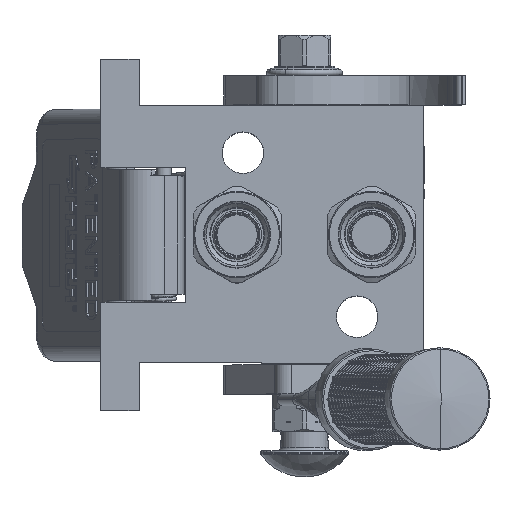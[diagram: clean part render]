
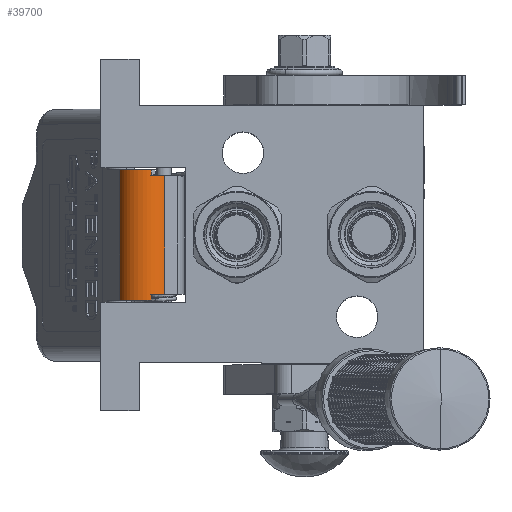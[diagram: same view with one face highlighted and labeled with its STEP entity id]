
A CAD part, top view. The second image highlights one B-rep face of the part: STEP entity #39700.
In plain terms, the highlighted cylindrical face has radius 9.5 mm (diameter 19 mm), a partial arc.
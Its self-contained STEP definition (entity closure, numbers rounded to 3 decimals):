
#1175 = CARTESIAN_POINT ( 'NONE',  ( 22.25, -1.5, -47.5 ) ) ;
#6353 = DIRECTION ( 'NONE',  ( 1., 0., 0. ) ) ;
#11582 = DIRECTION ( 'NONE',  ( 1., 0., 0. ) ) ;
#13332 = CARTESIAN_POINT ( 'NONE',  ( -22.25, 0., -56.881 ) ) ;
#15537 = DIRECTION ( 'NONE',  ( 1., 0., 0. ) ) ;
#21972 = VERTEX_POINT ( 'NONE', #71476 ) ;
#25290 = CARTESIAN_POINT ( 'NONE',  ( -20.25, -5.154, -56.269 ) ) ;
#26825 = AXIS2_PLACEMENT_3D ( 'NONE', #130973, #32281, #87842 ) ;
#29924 = DIRECTION ( 'NONE',  ( 0., 0.158, -0.987 ) ) ;
#32281 = DIRECTION ( 'NONE',  ( 1., 0., 0. ) ) ;
#34544 = AXIS2_PLACEMENT_3D ( 'NONE', #147583, #90130, #116403 ) ;
#39536 = DIRECTION ( 'NONE',  ( 0., -0.385, -0.923 ) ) ;
#39700 = ADVANCED_FACE ( 'NONE', ( #59092 ), #148350, .T. ) ;
#39950 = LINE ( 'NONE', #127046, #93609 ) ;
#40415 = CARTESIAN_POINT ( 'NONE',  ( 22.25, 8., -47.5 ) ) ;
#41451 = VECTOR ( 'NONE', #134467, 1000. ) ;
#41640 = ORIENTED_EDGE ( 'NONE', *, *, #115870, .T. ) ;
#43300 = ORIENTED_EDGE ( 'NONE', *, *, #66606, .F. ) ;
#44731 = VERTEX_POINT ( 'NONE', #40415 ) ;
#45008 = ORIENTED_EDGE ( 'NONE', *, *, #106296, .F. ) ;
#45306 = DIRECTION ( 'NONE',  ( 0., -1., 0. ) ) ;
#49405 = VERTEX_POINT ( 'NONE', #86978 ) ;
#57854 = ORIENTED_EDGE ( 'NONE', *, *, #126959, .F. ) ;
#58812 = LINE ( 'NONE', #175593, #101293 ) ;
#59092 = FACE_OUTER_BOUND ( 'NONE', #117305, .T. ) ;
#59265 = VERTEX_POINT ( 'NONE', #119172 ) ;
#60123 = ORIENTED_EDGE ( 'NONE', *, *, #96410, .T. ) ;
#61714 = CARTESIAN_POINT ( 'NONE',  ( -22.25, 0., -56.881 ) ) ;
#62666 = CARTESIAN_POINT ( 'NONE',  ( 20.25, 0., -56.881 ) ) ;
#66606 = EDGE_CURVE ( 'NONE', #117587, #44731, #69790, .T. ) ;
#69790 = CIRCLE ( 'NONE', #117352, 9.5 ) ;
#71476 = CARTESIAN_POINT ( 'NONE',  ( -22.25, 8., -47.5 ) ) ;
#74713 = DIRECTION ( 'NONE',  ( -1., 0., 0. ) ) ;
#77938 = CIRCLE ( 'NONE', #26825, 9.5 ) ;
#79519 = LINE ( 'NONE', #62666, #41451 ) ;
#81918 = AXIS2_PLACEMENT_3D ( 'NONE', #117163, #74713, #45306 ) ;
#84474 = CARTESIAN_POINT ( 'NONE',  ( 20.25, -1.5, -47.5 ) ) ;
#86316 = VERTEX_POINT ( 'NONE', #25290 ) ;
#86978 = CARTESIAN_POINT ( 'NONE',  ( 20.25, 0., -56.881 ) ) ;
#87842 = DIRECTION ( 'NONE',  ( 0., 0.158, -0.987 ) ) ;
#90130 = DIRECTION ( 'NONE',  ( 1., 0., 0. ) ) ;
#93609 = VECTOR ( 'NONE', #11582, 1000. ) ;
#96410 = EDGE_CURVE ( 'NONE', #104614, #21972, #77938, .T. ) ;
#97375 = VERTEX_POINT ( 'NONE', #115532 ) ;
#101293 = VECTOR ( 'NONE', #6353, 1000. ) ;
#104614 = VERTEX_POINT ( 'NONE', #13332 ) ;
#104914 = CIRCLE ( 'NONE', #185401, 9.5 ) ;
#106296 = EDGE_CURVE ( 'NONE', #49405, #117587, #79519, .T. ) ;
#110263 = ORIENTED_EDGE ( 'NONE', *, *, #164305, .T. ) ;
#115058 = CIRCLE ( 'NONE', #34544, 9.5 ) ;
#115532 = CARTESIAN_POINT ( 'NONE',  ( -20.25, 0., -56.881 ) ) ;
#115870 = EDGE_CURVE ( 'NONE', #21972, #44731, #39950, .T. ) ;
#116403 = DIRECTION ( 'NONE',  ( 0., -0.385, -0.923 ) ) ;
#117163 = CARTESIAN_POINT ( 'NONE',  ( -22.25, -1.5, -47.5 ) ) ;
#117305 = EDGE_LOOP ( 'NONE', ( #162303, #110263, #167445, #60123, #41640, #43300, #45008, #57854 ) ) ;
#117352 = AXIS2_PLACEMENT_3D ( 'NONE', #1175, #15537, #29924 ) ;
#117587 = VERTEX_POINT ( 'NONE', #142671 ) ;
#118518 = DIRECTION ( 'NONE',  ( 1., 0., 0. ) ) ;
#119172 = CARTESIAN_POINT ( 'NONE',  ( 20.25, -5.154, -56.269 ) ) ;
#120145 = LINE ( 'NONE', #61714, #162658 ) ;
#125106 = DIRECTION ( 'NONE',  ( 1., 0., 0. ) ) ;
#126959 = EDGE_CURVE ( 'NONE', #59265, #49405, #104914, .T. ) ;
#127046 = CARTESIAN_POINT ( 'NONE',  ( -22.25, 8., -47.5 ) ) ;
#129371 = EDGE_CURVE ( 'NONE', #104614, #97375, #120145, .T. ) ;
#130973 = CARTESIAN_POINT ( 'NONE',  ( -22.25, -1.5, -47.5 ) ) ;
#134467 = DIRECTION ( 'NONE',  ( 1., 0., 0. ) ) ;
#137929 = EDGE_CURVE ( 'NONE', #86316, #59265, #58812, .T. ) ;
#142671 = CARTESIAN_POINT ( 'NONE',  ( 22.25, 0., -56.881 ) ) ;
#147583 = CARTESIAN_POINT ( 'NONE',  ( -20.25, -1.5, -47.5 ) ) ;
#148350 = CYLINDRICAL_SURFACE ( 'NONE', #81918, 9.5 ) ;
#162303 = ORIENTED_EDGE ( 'NONE', *, *, #137929, .F. ) ;
#162658 = VECTOR ( 'NONE', #118518, 1000. ) ;
#164305 = EDGE_CURVE ( 'NONE', #86316, #97375, #115058, .T. ) ;
#167445 = ORIENTED_EDGE ( 'NONE', *, *, #129371, .F. ) ;
#175593 = CARTESIAN_POINT ( 'NONE',  ( -20.25, -5.154, -56.269 ) ) ;
#185401 = AXIS2_PLACEMENT_3D ( 'NONE', #84474, #125106, #39536 ) ;
